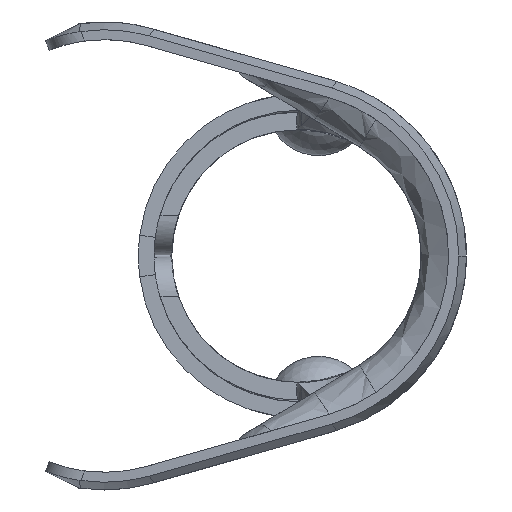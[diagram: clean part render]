
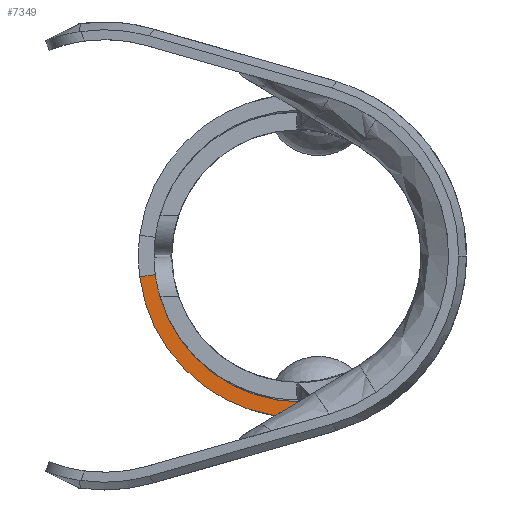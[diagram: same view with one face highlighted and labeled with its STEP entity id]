
A CAD part, left-side view. The second image highlights one B-rep face of the part: STEP entity #7349.
In plain terms, the highlighted face is planar.
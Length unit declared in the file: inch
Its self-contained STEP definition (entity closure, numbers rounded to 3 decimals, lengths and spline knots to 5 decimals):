
#558 = DIRECTION ( 'NONE',  ( 1., 0., 0. ) ) ;
#784 = DIRECTION ( 'NONE',  ( 0., 0.616, -0.788 ) ) ;
#1981 = VERTEX_POINT ( 'NONE', #17947 ) ;
#2039 = AXIS2_PLACEMENT_3D ( 'NONE', #16710, #558, #7784 ) ;
#2677 = DIRECTION ( 'NONE',  ( -1., 0., 0. ) ) ;
#2767 = LINE ( 'NONE', #9996, #14974 ) ;
#3003 = ORIENTED_EDGE ( 'NONE', *, *, #3630, .T. ) ;
#3175 = AXIS2_PLACEMENT_3D ( 'NONE', #19422, #3212, #10435 ) ;
#3212 = DIRECTION ( 'NONE',  ( 1., 0., 0. ) ) ;
#3630 = EDGE_CURVE ( 'NONE', #5930, #1981, #21495, .T. ) ;
#4190 = CARTESIAN_POINT ( 'NONE',  ( 0.0935, 0.16265, 0.021 ) ) ;
#4473 = CIRCLE ( 'NONE', #17655, 0.164 ) ;
#4963 = CARTESIAN_POINT ( 'NONE',  ( 0.0935, 0., 0. ) ) ;
#4978 = FACE_OUTER_BOUND ( 'NONE', #22637, .T. ) ;
#5040 = VECTOR ( 'NONE', #784, 39.37008 ) ;
#5726 = ORIENTED_EDGE ( 'NONE', *, *, #21953, .T. ) ;
#5930 = VERTEX_POINT ( 'NONE', #16378 ) ;
#6260 = VERTEX_POINT ( 'NONE', #4190 ) ;
#7141 = DIRECTION ( 'NONE',  ( 0., 0., -1. ) ) ;
#7349 = ADVANCED_FACE ( 'NONE', ( #4978 ), #12198, .T. ) ;
#7784 = DIRECTION ( 'NONE',  ( 0., 0., -1. ) ) ;
#8170 = AXIS2_PLACEMENT_3D ( 'NONE', #4963, #12185, #19404 ) ;
#9764 = AXIS2_PLACEMENT_3D ( 'NONE', #18879, #2677, #9906 ) ;
#9801 = LINE ( 'NONE', #16940, #5040 ) ;
#9812 = VERTEX_POINT ( 'NONE', #12637 ) ;
#9906 = DIRECTION ( 'NONE',  ( 0., 0., -1. ) ) ;
#9955 = EDGE_CURVE ( 'NONE', #9812, #5930, #9801, .T. ) ;
#9996 = CARTESIAN_POINT ( 'NONE',  ( 0.0935, 0.14678, 0.01895 ) ) ;
#10435 = DIRECTION ( 'NONE',  ( 0., 0., -1. ) ) ;
#11045 = EDGE_CURVE ( 'NONE', #16377, #9812, #12239, .T. ) ;
#11087 = VERTEX_POINT ( 'NONE', #22430 ) ;
#12185 = DIRECTION ( 'NONE',  ( -1., 0., 0. ) ) ;
#12198 = PLANE ( 'NONE',  #3175 ) ;
#12239 = CIRCLE ( 'NONE', #2039, 0.164 ) ;
#12637 = CARTESIAN_POINT ( 'NONE',  ( 0.0935, -0.08449, 0.14056 ) ) ;
#13900 = ORIENTED_EDGE ( 'NONE', *, *, #11045, .T. ) ;
#14974 = VECTOR ( 'NONE', #17146, 39.37008 ) ;
#16080 = CARTESIAN_POINT ( 'NONE',  ( 0.0935, 0., 0. ) ) ;
#16164 = CARTESIAN_POINT ( 'NONE',  ( 0.0935, 0., 0.164 ) ) ;
#16377 = VERTEX_POINT ( 'NONE', #16164 ) ;
#16378 = CARTESIAN_POINT ( 'NONE',  ( 0.0935, -0.07455, 0.12785 ) ) ;
#16710 = CARTESIAN_POINT ( 'NONE',  ( 0.0935, 0., 0. ) ) ;
#16940 = CARTESIAN_POINT ( 'NONE',  ( 0.0935, -0.07847, 0.13286 ) ) ;
#17146 = DIRECTION ( 'NONE',  ( 0., -0.992, -0.128 ) ) ;
#17655 = AXIS2_PLACEMENT_3D ( 'NONE', #16080, #23441, #7141 ) ;
#17947 = CARTESIAN_POINT ( 'NONE',  ( 0.0935, 0., 0.148 ) ) ;
#18879 = CARTESIAN_POINT ( 'NONE',  ( 0.0935, 0., 0. ) ) ;
#18905 = ORIENTED_EDGE ( 'NONE', *, *, #20273, .F. ) ;
#19404 = DIRECTION ( 'NONE',  ( 0., 0., -1. ) ) ;
#19422 = CARTESIAN_POINT ( 'NONE',  ( 0.0935, 0., 0. ) ) ;
#19630 = EDGE_CURVE ( 'NONE', #6260, #16377, #4473, .T. ) ;
#19946 = ORIENTED_EDGE ( 'NONE', *, *, #9955, .T. ) ;
#20000 = CIRCLE ( 'NONE', #9764, 0.148 ) ;
#20273 = EDGE_CURVE ( 'NONE', #6260, #11087, #2767, .T. ) ;
#21495 = CIRCLE ( 'NONE', #8170, 0.148 ) ;
#21953 = EDGE_CURVE ( 'NONE', #1981, #11087, #20000, .T. ) ;
#22175 = ORIENTED_EDGE ( 'NONE', *, *, #19630, .T. ) ;
#22430 = CARTESIAN_POINT ( 'NONE',  ( 0.0935, 0.14678, 0.01895 ) ) ;
#22637 = EDGE_LOOP ( 'NONE', ( #3003, #5726, #18905, #22175, #13900, #19946 ) ) ;
#23441 = DIRECTION ( 'NONE',  ( 1., 0., 0. ) ) ;
